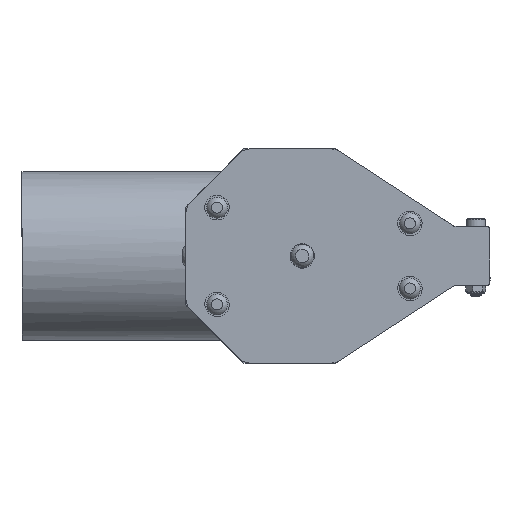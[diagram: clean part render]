
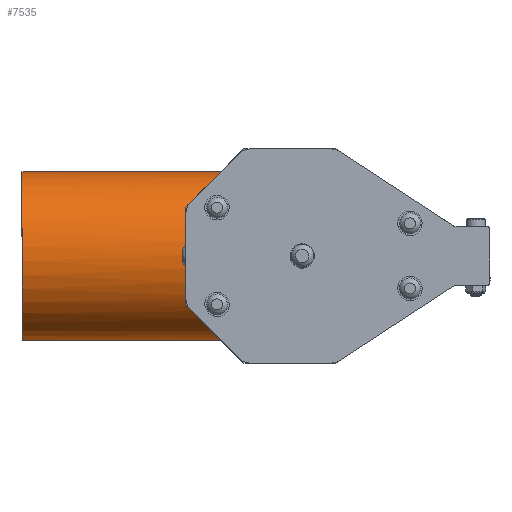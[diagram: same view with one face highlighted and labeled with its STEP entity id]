
A CAD part, left-side view. The second image highlights one B-rep face of the part: STEP entity #7535.
In plain terms, the highlighted cylindrical face has radius 38.1 mm (diameter 76.2 mm), a full revolution.
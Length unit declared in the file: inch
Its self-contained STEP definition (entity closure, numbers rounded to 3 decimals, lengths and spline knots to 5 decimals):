
#15=ELLIPSE('',#8472,2.12132,1.5);
#16=ELLIPSE('',#8481,2.12132,1.5);
#494=FACE_BOUND('',#3293,.T.);
#892=LINE('',#30089,#1180);
#901=LINE('',#30128,#1189);
#1180=VECTOR('',#10636,0.3937);
#1189=VECTOR('',#10665,0.3937);
#1436=CIRCLE('',#7575,1.5);
#1837=CIRCLE('',#8470,1.5);
#1838=CIRCLE('',#8475,1.5);
#1839=CIRCLE('',#8478,1.5);
#1841=CIRCLE('',#8485,1.5);
#1977=CYLINDRICAL_SURFACE('',#8490,1.5);
#2511=FACE_OUTER_BOUND('',#3292,.T.);
#3292=EDGE_LOOP('',(#6973,#6974,#6975,#6976,#6977,#6978,#6979,#6980,#6981,
#6982,#6983,#6984));
#3293=EDGE_LOOP('',(#6985));
#3358=B_SPLINE_CURVE_WITH_KNOTS('',3,(#30076,#30077,#30078,#30079,#30080,
#30081),.UNSPECIFIED.,.F.,.F.,(4,2,4),(0.24736,0.3156,
0.37841),.UNSPECIFIED.);
#3359=B_SPLINE_CURVE_WITH_KNOTS('',3,(#30097,#30098,#30099,#30100,#30101,
#30102),.UNSPECIFIED.,.F.,.F.,(4,2,4),(0.119,0.18106,
0.2478),.UNSPECIFIED.);
#3360=B_SPLINE_CURVE_WITH_KNOTS('',3,(#30112,#30113,#30114,#30115,#30116,
#30117),.UNSPECIFIED.,.F.,.F.,(4,2,4),(0.73751,0.80426,
0.86631),.UNSPECIFIED.);
#3361=B_SPLINE_CURVE_WITH_KNOTS('',3,(#30133,#30134,#30135,#30136,#30137,
#30138),.UNSPECIFIED.,.F.,.F.,(4,2,4),(0.61785,0.68066,
0.7489),.UNSPECIFIED.);
#3414=VERTEX_POINT('',#21527);
#3415=VERTEX_POINT('',#21528);
#4040=VERTEX_POINT('',#30064);
#4041=VERTEX_POINT('',#30067);
#4042=VERTEX_POINT('',#30068);
#4044=VERTEX_POINT('',#30075);
#4045=VERTEX_POINT('',#30084);
#4046=VERTEX_POINT('',#30088);
#4047=VERTEX_POINT('',#30092);
#4048=VERTEX_POINT('',#30096);
#4049=VERTEX_POINT('',#30105);
#4051=VERTEX_POINT('',#30111);
#4053=VERTEX_POINT('',#30122);
#4121=EDGE_CURVE('',#3414,#3415,#1436,.T.);
#5004=EDGE_CURVE('',#4040,#4040,#1837,.T.);
#5005=EDGE_CURVE('',#4041,#4042,#15,.T.);
#5009=EDGE_CURVE('',#4044,#4041,#3358,.T.);
#5011=EDGE_CURVE('',#4045,#4044,#1838,.T.);
#5013=EDGE_CURVE('',#4046,#4045,#892,.T.);
#5015=EDGE_CURVE('',#4047,#4046,#1839,.T.);
#5017=EDGE_CURVE('',#4048,#4047,#3359,.T.);
#5019=EDGE_CURVE('',#4049,#4048,#16,.T.);
#5022=EDGE_CURVE('',#4051,#4049,#3360,.T.);
#5025=EDGE_CURVE('',#4053,#4051,#1841,.T.);
#5028=EDGE_CURVE('',#3415,#4053,#901,.T.);
#5031=EDGE_CURVE('',#4042,#3414,#3361,.T.);
#6973=ORIENTED_EDGE('',*,*,#4121,.T.);
#6974=ORIENTED_EDGE('',*,*,#5028,.T.);
#6975=ORIENTED_EDGE('',*,*,#5025,.T.);
#6976=ORIENTED_EDGE('',*,*,#5022,.T.);
#6977=ORIENTED_EDGE('',*,*,#5019,.T.);
#6978=ORIENTED_EDGE('',*,*,#5017,.T.);
#6979=ORIENTED_EDGE('',*,*,#5015,.T.);
#6980=ORIENTED_EDGE('',*,*,#5013,.T.);
#6981=ORIENTED_EDGE('',*,*,#5011,.T.);
#6982=ORIENTED_EDGE('',*,*,#5009,.T.);
#6983=ORIENTED_EDGE('',*,*,#5005,.T.);
#6984=ORIENTED_EDGE('',*,*,#5031,.T.);
#6985=ORIENTED_EDGE('',*,*,#5004,.F.);
#7535=ADVANCED_FACE('',(#2511,#494),#1977,.T.);
#7575=AXIS2_PLACEMENT_3D('',#21529,#8555,#8556);
#8470=AXIS2_PLACEMENT_3D('',#30065,#10617,#10618);
#8472=AXIS2_PLACEMENT_3D('',#30069,#10621,#10622);
#8475=AXIS2_PLACEMENT_3D('',#30085,#10631,#10632);
#8478=AXIS2_PLACEMENT_3D('',#30093,#10640,#10641);
#8481=AXIS2_PLACEMENT_3D('',#30106,#10648,#10649);
#8485=AXIS2_PLACEMENT_3D('',#30123,#10659,#10660);
#8490=AXIS2_PLACEMENT_3D('',#30139,#10673,#10674);
#8555=DIRECTION('center_axis',(0.,1.,0.));
#8556=DIRECTION('ref_axis',(-0.695,0.,-0.719));
#10617=DIRECTION('center_axis',(0.,1.,0.));
#10618=DIRECTION('ref_axis',(-0.695,0.,-0.719));
#10621=DIRECTION('center_axis',(0.,0.707,
-0.707));
#10622=DIRECTION('ref_axis',(0.,-0.707,-0.707));
#10631=DIRECTION('center_axis',(0.,1.,0.));
#10632=DIRECTION('ref_axis',(-0.695,0.,-0.719));
#10636=DIRECTION('',(0.,-1.,0.));
#10640=DIRECTION('center_axis',(0.,1.,0.));
#10641=DIRECTION('ref_axis',(-0.695,0.,-0.719));
#10648=DIRECTION('center_axis',(0.,0.707,
0.707));
#10649=DIRECTION('ref_axis',(0.,0.707,-0.707));
#10659=DIRECTION('center_axis',(0.,1.,0.));
#10660=DIRECTION('ref_axis',(-0.695,0.,-0.719));
#10665=DIRECTION('',(0.,1.,0.));
#10673=DIRECTION('center_axis',(0.,1.,0.));
#10674=DIRECTION('ref_axis',(-0.695,0.,-0.719));
#21527=CARTESIAN_POINT('',(-1.28758,1.66153,-0.76951));
#21528=CARTESIAN_POINT('',(-1.33098,1.66153,-0.69174));
#21529=CARTESIAN_POINT('Origin',(0.,1.66153,0.));
#30064=CARTESIAN_POINT('',(1.0429,4.71153,1.07813));
#30065=CARTESIAN_POINT('Origin',(0.,4.71153,
0.));
#30067=CARTESIAN_POINT('',(1.26125,1.64396,-0.81194));
#30068=CARTESIAN_POINT('',(-1.26125,1.64396,-0.81194));
#30069=CARTESIAN_POINT('Origin',(0.,2.45589,
0.));
#30075=CARTESIAN_POINT('',(1.28758,1.66153,-0.76951));
#30076=CARTESIAN_POINT('Ctrl Pts',(1.28758,1.66153,-0.76951));
#30077=CARTESIAN_POINT('Ctrl Pts',(1.28298,1.66153,-0.7772));
#30078=CARTESIAN_POINT('Ctrl Pts',(1.27797,1.65998,-0.78542));
#30079=CARTESIAN_POINT('Ctrl Pts',(1.26885,1.65373,-0.80006));
#30080=CARTESIAN_POINT('Ctrl Pts',(1.2647,1.64931,-0.80658));
#30081=CARTESIAN_POINT('Ctrl Pts',(1.26125,1.64396,-0.81194));
#30084=CARTESIAN_POINT('',(1.33098,1.66153,-0.69174));
#30085=CARTESIAN_POINT('Origin',(0.,1.66153,0.));
#30088=CARTESIAN_POINT('',(1.33098,1.71153,-0.69174));
#30089=CARTESIAN_POINT('',(1.33098,0.71153,-0.69174));
#30092=CARTESIAN_POINT('',(1.31333,1.71153,0.72469));
#30093=CARTESIAN_POINT('Origin',(0.,1.71153,
0.));
#30096=CARTESIAN_POINT('',(1.28901,1.69396,0.76711));
#30097=CARTESIAN_POINT('Ctrl Pts',(1.28901,1.69396,0.76711));
#30098=CARTESIAN_POINT('Ctrl Pts',(1.29219,1.69931,0.76176));
#30099=CARTESIAN_POINT('Ctrl Pts',(1.29604,1.70375,0.75521));
#30100=CARTESIAN_POINT('Ctrl Pts',(1.30448,1.70998,0.74055));
#30101=CARTESIAN_POINT('Ctrl Pts',(1.3091,1.71153,0.73236));
#30102=CARTESIAN_POINT('Ctrl Pts',(1.31333,1.71153,0.72469));
#30105=CARTESIAN_POINT('',(-1.28901,1.69396,0.76711));
#30106=CARTESIAN_POINT('Origin',(0.,2.46107,0.));
#30111=CARTESIAN_POINT('',(-1.31333,1.71153,0.72469));
#30112=CARTESIAN_POINT('Ctrl Pts',(-1.31333,1.71153,0.72469));
#30113=CARTESIAN_POINT('Ctrl Pts',(-1.3091,1.71153,0.73236));
#30114=CARTESIAN_POINT('Ctrl Pts',(-1.30448,1.70998,0.74055));
#30115=CARTESIAN_POINT('Ctrl Pts',(-1.29604,1.70375,0.75521));
#30116=CARTESIAN_POINT('Ctrl Pts',(-1.29219,1.69931,0.76176));
#30117=CARTESIAN_POINT('Ctrl Pts',(-1.28901,1.69396,0.76711));
#30122=CARTESIAN_POINT('',(-1.33098,1.71153,-0.69174));
#30123=CARTESIAN_POINT('Origin',(0.,1.71153,
0.));
#30128=CARTESIAN_POINT('',(-1.33098,0.71153,-0.69174));
#30133=CARTESIAN_POINT('Ctrl Pts',(-1.26125,1.64396,-0.81194));
#30134=CARTESIAN_POINT('Ctrl Pts',(-1.2647,1.64931,-0.80658));
#30135=CARTESIAN_POINT('Ctrl Pts',(-1.26885,1.65373,-0.80006));
#30136=CARTESIAN_POINT('Ctrl Pts',(-1.27797,1.65998,-0.78542));
#30137=CARTESIAN_POINT('Ctrl Pts',(-1.28298,1.66153,-0.7772));
#30138=CARTESIAN_POINT('Ctrl Pts',(-1.28758,1.66153,-0.76951));
#30139=CARTESIAN_POINT('Origin',(0.,0.71153,
0.));
